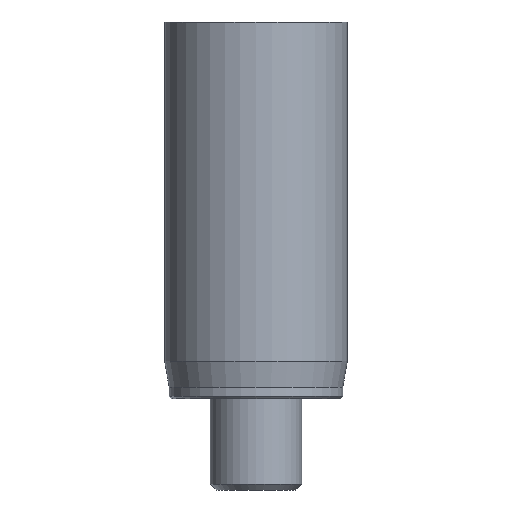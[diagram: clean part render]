
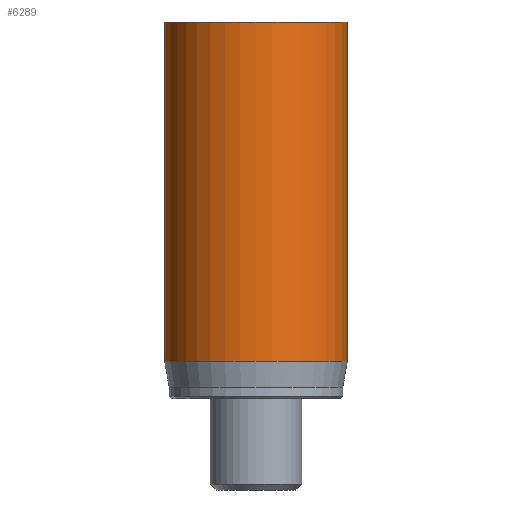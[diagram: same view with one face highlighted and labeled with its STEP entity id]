
A CAD part, front view. The second image highlights one B-rep face of the part: STEP entity #6289.
In plain terms, the highlighted cylindrical face has radius 8 mm (diameter 16 mm), a full revolution.
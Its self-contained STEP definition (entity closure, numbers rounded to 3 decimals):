
#40=CYLINDRICAL_SURFACE('',#6547,8.);
#58=CIRCLE('',#6514,8.);
#74=CIRCLE('',#6545,8.);
#75=CIRCLE('',#6546,8.);
#529=FACE_OUTER_BOUND('',#899,.T.);
#899=EDGE_LOOP('',(#5476,#5477,#5478,#5479,#5480));
#1369=LINE('',#11465,#1853);
#1853=VECTOR('',#7261,8.);
#2854=VERTEX_POINT('',#11404);
#2870=VERTEX_POINT('',#11459);
#2871=VERTEX_POINT('',#11460);
#3732=EDGE_CURVE('',#2854,#2854,#58,.T.);
#3756=EDGE_CURVE('',#2870,#2871,#74,.T.);
#3757=EDGE_CURVE('',#2871,#2870,#75,.T.);
#3759=EDGE_CURVE('',#2854,#2870,#1369,.T.);
#5476=ORIENTED_EDGE('',*,*,#3732,.T.);
#5477=ORIENTED_EDGE('',*,*,#3759,.T.);
#5478=ORIENTED_EDGE('',*,*,#3756,.T.);
#5479=ORIENTED_EDGE('',*,*,#3757,.T.);
#5480=ORIENTED_EDGE('',*,*,#3759,.F.);
#6289=ADVANCED_FACE('',(#529),#40,.T.);
#6514=AXIS2_PLACEMENT_3D('',#11405,#7184,#7185);
#6545=AXIS2_PLACEMENT_3D('',#11461,#7254,#7255);
#6546=AXIS2_PLACEMENT_3D('',#11462,#7256,#7257);
#6547=AXIS2_PLACEMENT_3D('',#11464,#7259,#7260);
#7184=DIRECTION('center_axis',(0.,0.,-1.));
#7185=DIRECTION('ref_axis',(-1.,0.,0.));
#7254=DIRECTION('center_axis',(0.,0.,1.));
#7255=DIRECTION('ref_axis',(-1.,0.,0.));
#7256=DIRECTION('center_axis',(0.,0.,1.));
#7257=DIRECTION('ref_axis',(-1.,0.,0.));
#7259=DIRECTION('center_axis',(0.,0.,1.));
#7260=DIRECTION('ref_axis',(-1.,0.,0.));
#7261=DIRECTION('',(0.,0.,-1.));
#11404=CARTESIAN_POINT('',(8.,0.,33.));
#11405=CARTESIAN_POINT('Origin',(0.,0.,33.));
#11459=CARTESIAN_POINT('',(8.,0.,3.269));
#11460=CARTESIAN_POINT('',(-8.,0.,3.269));
#11461=CARTESIAN_POINT('Origin',(0.,0.,3.269));
#11462=CARTESIAN_POINT('Origin',(0.,0.,3.269));
#11464=CARTESIAN_POINT('Origin',(0.,0.,0.));
#11465=CARTESIAN_POINT('',(8.,0.,0.));
